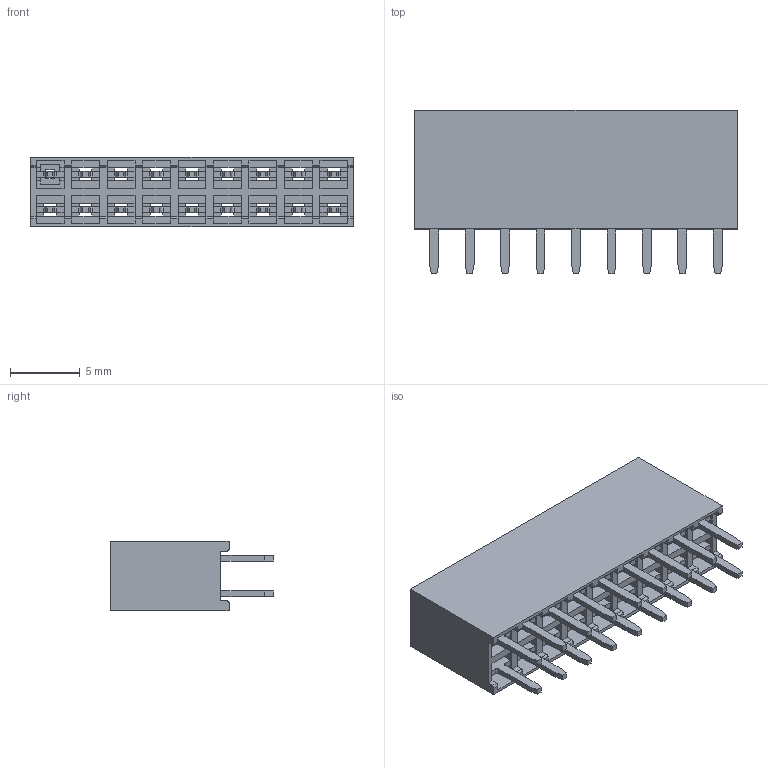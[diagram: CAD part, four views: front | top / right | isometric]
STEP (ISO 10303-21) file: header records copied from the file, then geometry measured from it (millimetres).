
FILE_DESCRIPTION(('STEP AP214'),'1');
FILE_NAME('female_header_a-bl254-dg-g18d.stp','2020-03-13T23:47:43',('TraceParts'),('TraceParts S.A.'),'Spatial InterOp 3D',' ',' ');
FILE_SCHEMA(('AUTOMOTIVE_DESIGN { 1 0 10303 214 1 1 1 1 }'));
Length unit declared in the file: millimetre
Products named in the file (1): female_header_a-bl254-dg-g18d
Bounding box: 23.11 x 11.7 x 5 mm (x, y, z)
Volume: 425.6 mm3; surface area: 2011.4 mm2
Topology: 1 solids, 1 shells, 566 faces, 1740 edges, 1160 vertices
Faces by surface type: plane 510, cylinder 56
Entity records: 23804 total; most frequent: ORIENTED_EDGE 3480, CARTESIAN_POINT 3467, DIRECTION 2986, EDGE_CURVE 1740, LINE 1628, VECTOR 1628, VERTEX_POINT 1160, AXIS2_PLACEMENT_3D 679
